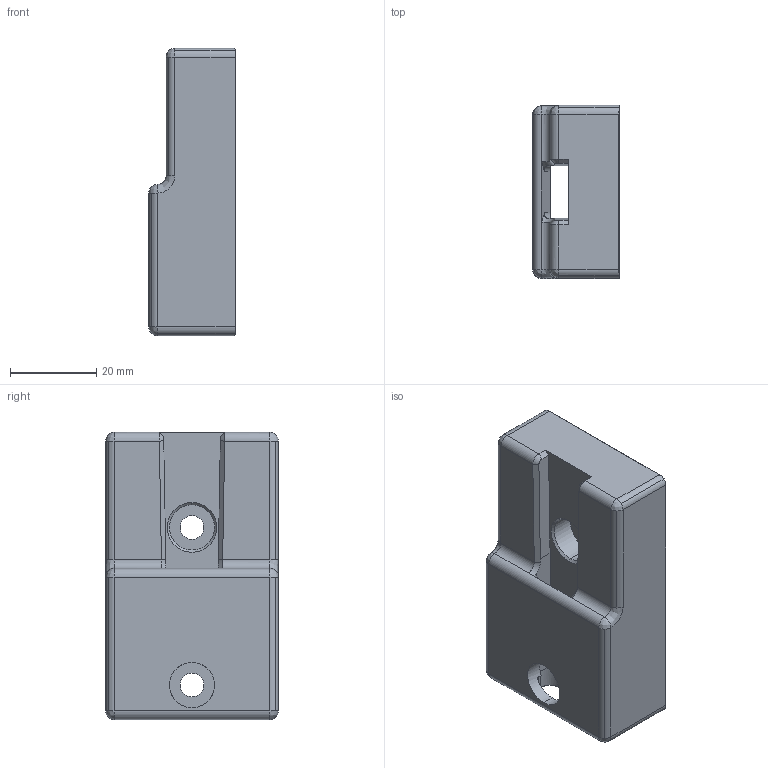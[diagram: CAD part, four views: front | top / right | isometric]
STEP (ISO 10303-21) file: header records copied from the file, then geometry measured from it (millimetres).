
FILE_DESCRIPTION (( 'STEP AP214' ), '1' );
FILE_NAME ('ZEUS-H.STEP', '2022-04-21T10:25:54', ( '' ), ( '' ), 'SwSTEP 2.0', 'SolidWorks 2021', '' );
FILE_SCHEMA (( 'AUTOMOTIVE_DESIGN' ));
Length unit declared in the file: inch
Products named in the file (1): ZEUS-H
Bounding box: 20 x 40 x 66.5 mm (x, y, z)
Volume: 41955 mm3; surface area: 10957.1 mm2
Topology: 1 solids, 1 shells, 98 faces, 254 edges, 152 vertices
Faces by surface type: cylinder 40, plane 34, cone 12, bspline 12
Entity records: 3426 total; most frequent: CARTESIAN_POINT 1043, ORIENTED_EDGE 496, DIRECTION 492, EDGE_CURVE 248, AXIS2_PLACEMENT_3D 181, VERTEX_POINT 152, VECTOR 130, LINE 130
